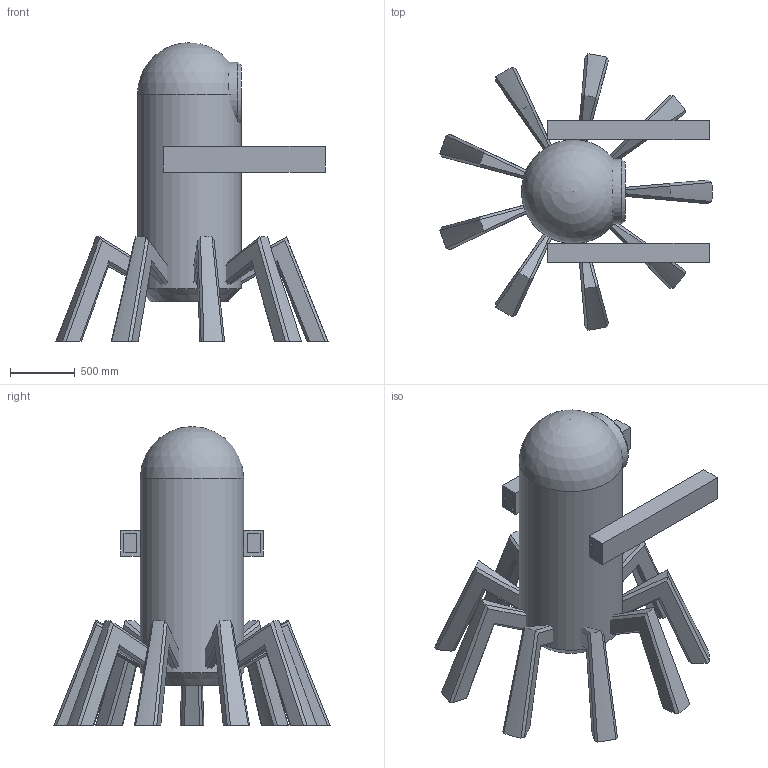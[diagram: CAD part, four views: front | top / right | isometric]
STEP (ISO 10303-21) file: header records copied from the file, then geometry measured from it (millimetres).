
FILE_DESCRIPTION(/* description */ (''),/* implementation_level */ '2;1');
FILE_NAME(/* name */ 'Crewmate #0 v3.step',/* time_stamp */ '2022-09-28T20:55:57-05:00',/* author */ (''),/* organization */ (''),/* preprocessor_version */ 'ST-DEVELOPER v19',/* originating_system */ 'Autodesk Translation Framework v11.7.0.108',/* authorisation */ '');
FILE_SCHEMA (('AUTOMOTIVE_DESIGN { 1 0 10303 214 3 1 1 }'));
Length unit declared in the file: millimetre
Products named in the file (1): #6910
Bounding box: 2102.39 x 2132.55 x 2305.71 mm (x, y, z)
Volume: 1216768322.1 mm3; surface area: 13527537.9 mm2
Topology: 13 solids, 13 shells, 174 faces, 458 edges, 311 vertices
Faces by surface type: bspline 72, plane 52, cone 47, cylinder 2, sphere 1
Full cylindrical faces by diameter (mm): 500 x1, 800 x1
Entity records: 6928 total; most frequent: CARTESIAN_POINT 3247, ORIENTED_EDGE 914, EDGE_CURVE 457, DIRECTION 420, VERTEX_POINT 311, B_SPLINE_CURVE_WITH_KNOTS 306, EDGE_LOOP 176, FACE_OUTER_BOUND 174
